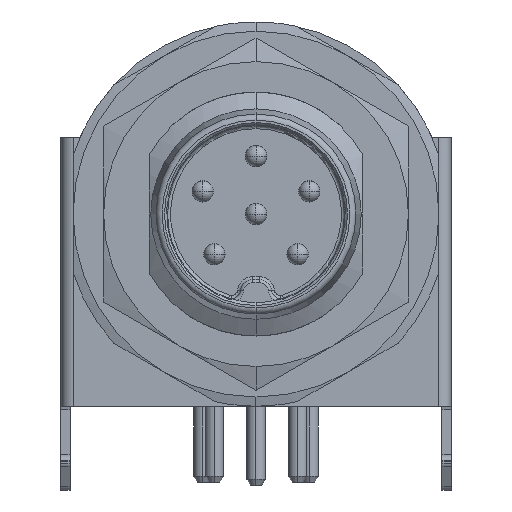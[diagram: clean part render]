
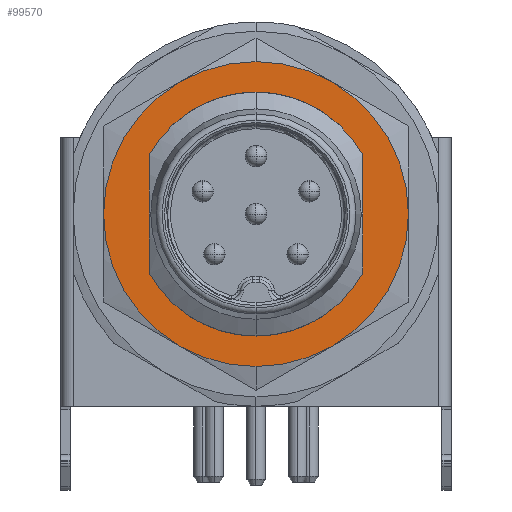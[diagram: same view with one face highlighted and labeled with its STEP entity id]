
A CAD part, front view. The second image highlights one B-rep face of the part: STEP entity #99570.
In plain terms, the highlighted face is planar.
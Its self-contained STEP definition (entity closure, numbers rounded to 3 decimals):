
#98520=CARTESIAN_POINT('',(10.5,0.,
0.));
#98530=DIRECTION('',(1.,-0.,0.));
#98540=DIRECTION('',(0.,0.,-1.));
#98550=AXIS2_PLACEMENT_3D('',#98520,#98530,#98540);
#98560=PLANE('',#98550);
#98570=CARTESIAN_POINT('',(10.5,0.,
0.));
#98580=DIRECTION('',(1.,0.,0.));
#98590=DIRECTION('',(0.,0.,-1.));
#98600=AXIS2_PLACEMENT_3D('',#98570,#98580,#98590);
#98610=CIRCLE('',#98600,5.);
#98620=CARTESIAN_POINT('',(10.5,-5.,0.));
#98630=VERTEX_POINT('',#98620);
#98640=CARTESIAN_POINT('',(10.5,-4.33,-2.5));
#98650=VERTEX_POINT('',#98640);
#98660=EDGE_CURVE('',#98630,#98650,#98610,.T.);
#98670=ORIENTED_EDGE('',*,*,#98660,.T.);
#98680=CARTESIAN_POINT('',(10.5,-4.33,2.5));
#98690=VERTEX_POINT('',#98680);
#98700=EDGE_CURVE('',#98690,#98630,#98610,.T.);
#98710=ORIENTED_EDGE('',*,*,#98700,.T.);
#98720=CARTESIAN_POINT('',(10.5,0.,
0.));
#98730=DIRECTION('',(1.,0.,0.));
#98740=DIRECTION('',(0.,0.,-1.));
#98750=AXIS2_PLACEMENT_3D('',#98720,#98730,#98740);
#98760=CIRCLE('',#98750,5.);
#98770=CARTESIAN_POINT('',(10.5,0.,5.));
#98780=VERTEX_POINT('',#98770);
#98790=EDGE_CURVE('',#98780,#98690,#98760,.T.);
#98800=ORIENTED_EDGE('',*,*,#98790,.T.);
#98810=CARTESIAN_POINT('',(10.5,0.,
0.));
#98820=DIRECTION('',(-1.,0.,0.));
#98830=DIRECTION('',(0.,0.,1.));
#98840=AXIS2_PLACEMENT_3D('',#98810,#98820,#98830);
#98850=CIRCLE('',#98840,5.);
#98860=CARTESIAN_POINT('',(10.5,4.33,2.5));
#98870=VERTEX_POINT('',#98860);
#98880=EDGE_CURVE('',#98780,#98870,#98850,.T.);
#98890=ORIENTED_EDGE('',*,*,#98880,.F.);
#98900=CARTESIAN_POINT('',(10.5,0.,
0.));
#98910=DIRECTION('',(1.,0.,0.));
#98920=DIRECTION('',(0.,0.,-1.));
#98930=AXIS2_PLACEMENT_3D('',#98900,#98910,#98920);
#98940=CIRCLE('',#98930,5.);
#98950=CARTESIAN_POINT('',(10.5,5.,0.));
#98960=VERTEX_POINT('',#98950);
#98970=EDGE_CURVE('',#98960,#98870,#98940,.T.);
#98980=ORIENTED_EDGE('',*,*,#98970,.T.);
#98990=CARTESIAN_POINT('',(10.5,4.33,-2.5));
#99000=VERTEX_POINT('',#98990);
#99010=EDGE_CURVE('',#99000,#98960,#98940,.T.);
#99020=ORIENTED_EDGE('',*,*,#99010,.T.);
#99030=CARTESIAN_POINT('',(10.5,0.,
0.));
#99040=DIRECTION('',(1.,0.,0.));
#99050=DIRECTION('',(0.,0.,-1.));
#99060=AXIS2_PLACEMENT_3D('',#99030,#99040,#99050);
#99070=CIRCLE('',#99060,5.);
#99080=CARTESIAN_POINT('',(10.5,0.,-5.));
#99090=VERTEX_POINT('',#99080);
#99100=EDGE_CURVE('',#99090,#99000,#99070,.T.);
#99110=ORIENTED_EDGE('',*,*,#99100,.T.);
#99120=CARTESIAN_POINT('',(10.5,0.,
0.));
#99130=DIRECTION('',(1.,0.,0.));
#99140=DIRECTION('',(0.,0.,-1.));
#99150=AXIS2_PLACEMENT_3D('',#99120,#99130,#99140);
#99160=CIRCLE('',#99150,5.);
#99170=EDGE_CURVE('',#98650,#99090,#99160,.T.);
#99180=ORIENTED_EDGE('',*,*,#99170,.T.);
#99190=EDGE_LOOP('',(#99180,#99110,#99020,#98980,#98890,#98800,#98710,
#98670));
#99200=FACE_OUTER_BOUND('',#99190,.T.);
#99210=CARTESIAN_POINT('',(10.5,0.,0.));
#99220=DIRECTION('',(-1.,0.,0.));
#99230=DIRECTION('',(0.,0.,-1.));
#99240=AXIS2_PLACEMENT_3D('',#99210,#99220,#99230);
#99250=CIRCLE('',#99240,4.);
#99260=CARTESIAN_POINT('',(10.5,-1.936,-3.5));
#99270=VERTEX_POINT('',#99260);
#99280=CARTESIAN_POINT('',(10.5,-1.936,3.5));
#99290=VERTEX_POINT('',#99280);
#99300=EDGE_CURVE('',#99270,#99290,#99250,.T.);
#99310=ORIENTED_EDGE('',*,*,#99300,.T.);
#99320=CARTESIAN_POINT('',(10.5,2.5,-3.5));
#99330=DIRECTION('',(0.,1.,0.));
#99340=VECTOR('',#99330,1.);
#99350=LINE('',#99320,#99340);
#99360=CARTESIAN_POINT('',(10.5,1.936,-3.5));
#99370=VERTEX_POINT('',#99360);
#99380=EDGE_CURVE('',#99270,#99370,#99350,.T.);
#99390=ORIENTED_EDGE('',*,*,#99380,.F.);
#99400=CARTESIAN_POINT('',(10.5,0.,0.));
#99410=DIRECTION('',(-1.,0.,0.));
#99420=DIRECTION('',(0.,0.,-1.));
#99430=AXIS2_PLACEMENT_3D('',#99400,#99410,#99420);
#99440=CIRCLE('',#99430,4.);
#99450=CARTESIAN_POINT('',(10.5,1.936,3.5));
#99460=VERTEX_POINT('',#99450);
#99470=EDGE_CURVE('',#99460,#99370,#99440,.T.);
#99480=ORIENTED_EDGE('',*,*,#99470,.T.);
#99490=CARTESIAN_POINT('',(10.5,-2.5,3.5));
#99500=DIRECTION('',(0.,-1.,0.));
#99510=VECTOR('',#99500,1.);
#99520=LINE('',#99490,#99510);
#99530=EDGE_CURVE('',#99460,#99290,#99520,.T.);
#99540=ORIENTED_EDGE('',*,*,#99530,.F.);
#99550=EDGE_LOOP('',(#99540,#99480,#99390,#99310));
#99560=FACE_BOUND('',#99550,.T.);
#99570=ADVANCED_FACE('',(#99200,#99560),#98560,.T.);
